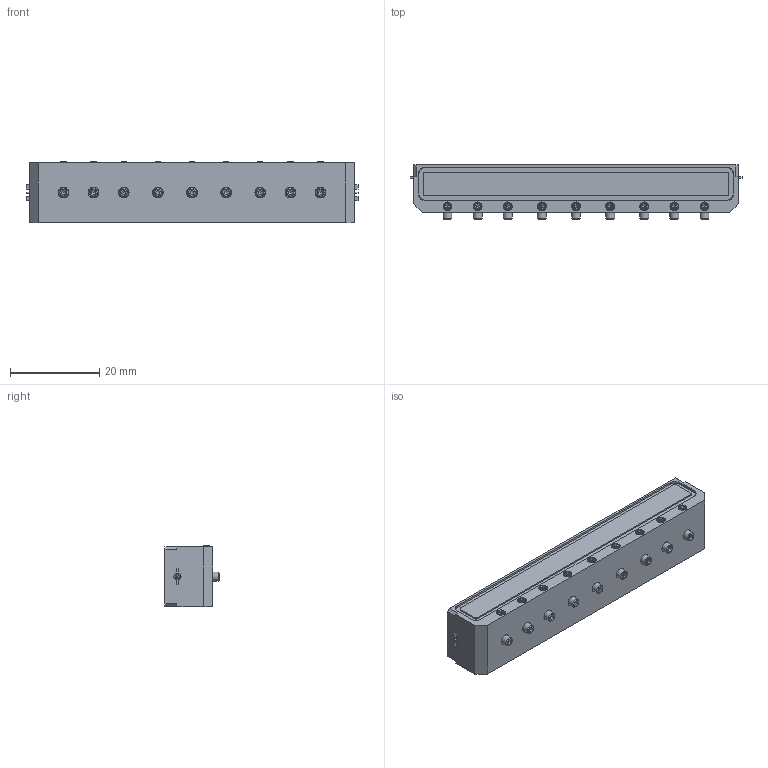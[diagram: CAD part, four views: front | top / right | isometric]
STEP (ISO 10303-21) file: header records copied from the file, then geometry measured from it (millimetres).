
FILE_DESCRIPTION(('STEP AP203'), '1');
FILE_NAME('ÍØÁÀ.468844.145-01_Ôèëüòð ÔÏÐ-5-7,945-410-ÍÏ_1', '', ('UNSPECIFIED'), ('UNSPECIFIED'), 'ASCON STEP Converter 1.6', 'ASCON Math Kernel', '');
FILE_SCHEMA(('CONFIG_CONTROL_DESIGN'));
Length unit declared in the file: millimetre
Products named in the file (1): НШБА.468844.145-01_Фильтр ФПР-5-7,945-410-НП
Bounding box: 74.4 x 12.12 x 13.68 mm (x, y, z)
Volume: 10228.7 mm3; surface area: 4813.5 mm2
Topology: 10 solids, 10 shells, 751 faces, 1871 edges, 1235 vertices
Faces by surface type: plane 506, bspline 106, cylinder 94, cone 45
Full cylindrical faces by diameter (mm): 0.2 x2, 0.86 x2, 1 x2, 1.25 x9, 1.6 x11, 2 x18, 2.4 x9
Entity records: 44806 total; most frequent: CARTESIAN_POINT 22279, ORIENTED_EDGE 3502, DIRECTION 2804, EDGE_CURVE 1751, VERTEX_POINT 1215, LINE 1134, VECTOR 1134, EDGE_LOOP 948
